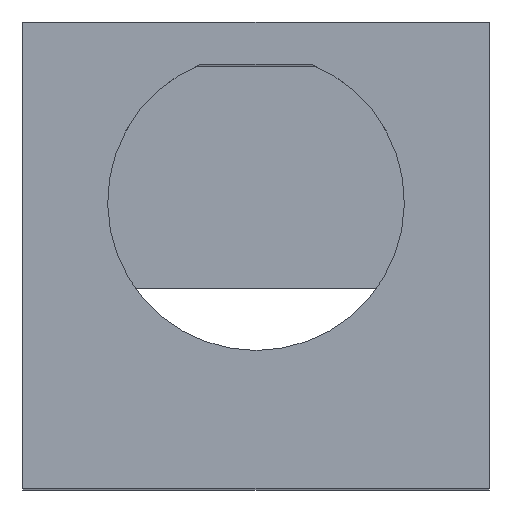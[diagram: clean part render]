
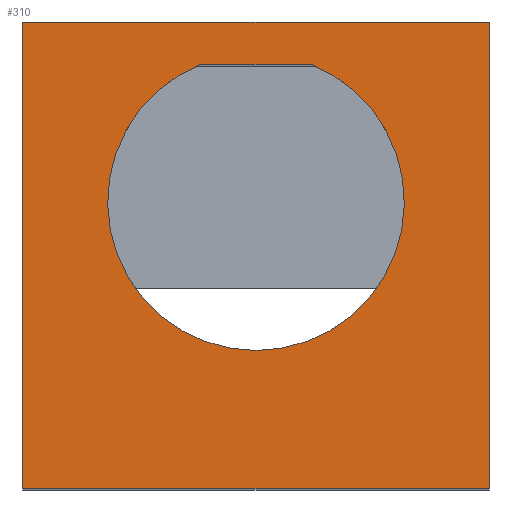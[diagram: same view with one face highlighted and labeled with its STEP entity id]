
A CAD part, top view. The second image highlights one B-rep face of the part: STEP entity #310.
In plain terms, the highlighted planar face has unit normal (0, 0, 1).
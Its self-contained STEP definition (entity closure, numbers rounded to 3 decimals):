
#15=FACE_BOUND('',#44,.T.);
#18=CIRCLE('',#347,3.5);
#27=FACE_OUTER_BOUND('',#43,.T.);
#43=EDGE_LOOP('',(#240,#241,#242,#243));
#44=EDGE_LOOP('',(#244,#245));
#70=LINE('',#472,#110);
#75=LINE('',#483,#115);
#81=LINE('',#497,#121);
#82=LINE('',#499,#122);
#83=LINE('',#500,#123);
#110=VECTOR('',#385,10.);
#115=VECTOR('',#392,10.);
#121=VECTOR('',#406,10.);
#122=VECTOR('',#407,10.);
#123=VECTOR('',#408,10.);
#147=VERTEX_POINT('',#470);
#148=VERTEX_POINT('',#471);
#152=VERTEX_POINT('',#480);
#153=VERTEX_POINT('',#482);
#157=VERTEX_POINT('',#496);
#158=VERTEX_POINT('',#498);
#178=EDGE_CURVE('',#147,#148,#70,.T.);
#183=EDGE_CURVE('',#153,#152,#75,.T.);
#190=EDGE_CURVE('',#152,#153,#18,.T.);
#191=EDGE_CURVE('',#157,#148,#81,.T.);
#192=EDGE_CURVE('',#158,#147,#82,.T.);
#193=EDGE_CURVE('',#158,#157,#83,.T.);
#240=ORIENTED_EDGE('',*,*,#191,.T.);
#241=ORIENTED_EDGE('',*,*,#178,.F.);
#242=ORIENTED_EDGE('',*,*,#192,.F.);
#243=ORIENTED_EDGE('',*,*,#193,.T.);
#244=ORIENTED_EDGE('',*,*,#190,.T.);
#245=ORIENTED_EDGE('',*,*,#183,.T.);
#294=PLANE('',#348);
#310=ADVANCED_FACE('',(#27,#15),#294,.T.);
#347=AXIS2_PLACEMENT_3D('',#494,#402,#403);
#348=AXIS2_PLACEMENT_3D('',#495,#404,#405);
#385=DIRECTION('',(1.,0.,0.));
#392=DIRECTION('',(1.,0.,0.));
#402=DIRECTION('center_axis',(0.,0.,-1.));
#403=DIRECTION('ref_axis',(1.,0.,0.));
#404=DIRECTION('center_axis',(0.,0.,1.));
#405=DIRECTION('ref_axis',(1.,0.,0.));
#406=DIRECTION('',(0.,1.,0.));
#407=DIRECTION('',(0.,1.,0.));
#408=DIRECTION('',(1.,0.,0.));
#470=CARTESIAN_POINT('',(-5.5,11.,12.));
#471=CARTESIAN_POINT('',(5.5,11.,12.));
#472=CARTESIAN_POINT('',(-5.5,11.,12.));
#480=CARTESIAN_POINT('',(1.299,10.,12.));
#482=CARTESIAN_POINT('',(-1.299,10.,12.));
#483=CARTESIAN_POINT('',(-5.5,10.,12.));
#494=CARTESIAN_POINT('Origin',(0.,6.75,12.));
#495=CARTESIAN_POINT('Origin',(-5.5,0.,12.));
#496=CARTESIAN_POINT('',(5.5,0.,12.));
#497=CARTESIAN_POINT('',(5.5,0.,12.));
#498=CARTESIAN_POINT('',(-5.5,0.,12.));
#499=CARTESIAN_POINT('',(-5.5,0.,12.));
#500=CARTESIAN_POINT('',(-5.5,0.,12.));
